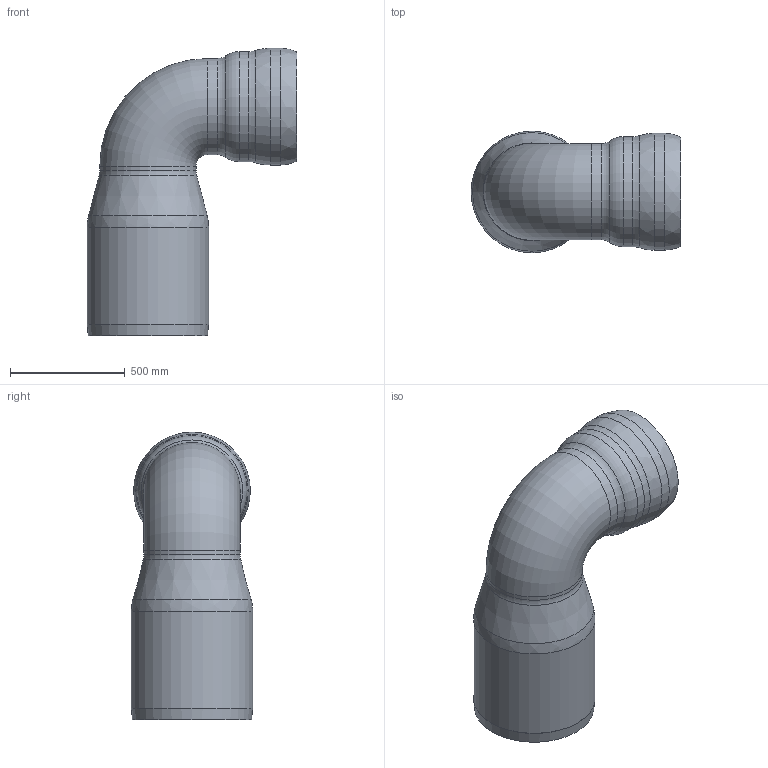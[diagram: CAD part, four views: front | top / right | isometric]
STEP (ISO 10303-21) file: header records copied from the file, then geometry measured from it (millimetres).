
FILE_DESCRIPTION(/* description */ (''),/* implementation_level */ '2;1');
FILE_NAME(/* name */ '00501.BA0X_3D.stp',/* time_stamp */ '2024-12-11T12:56:54+01:00',/* author */ ('CAD'),/* organization */ (''),/* preprocessor_version */ 'ST-DEVELOPER v20',/* originating_system */ 'AutoCAD Mechanical',/* authorisation */ '');
FILE_SCHEMA (('AUTOMOTIVE_DESIGN { 1 0 10303 214 3 1 1 }'));
Length unit declared in the file: centimetre
Products named in the file (2): Product; *S0
Assembly tree (1 placements, depth 2):
  Product
    *S0
Bounding box: 915 x 530 x 1255 mm (x, y, z)
Volume: 33813675.7 mm3; surface area: 4591888.7 mm2
Topology: 2 solids, 2 shells, 36 faces, 98 edges, 67 vertices
Faces by surface type: torus 12, cylinder 10, cone 6, bspline 6, plane 2
Full cylindrical faces by diameter (mm): 390 x2, 420 x2, 450 x1, 480 x2, 500 x1, 510 x1, 530 x1
Entity records: 1395 total; most frequent: CARTESIAN_POINT 360, DIRECTION 244, ORIENTED_EDGE 190, AXIS2_PLACEMENT_3D 113, EDGE_CURVE 95, CIRCLE 80, VERTEX_POINT 61, EDGE_LOOP 38
